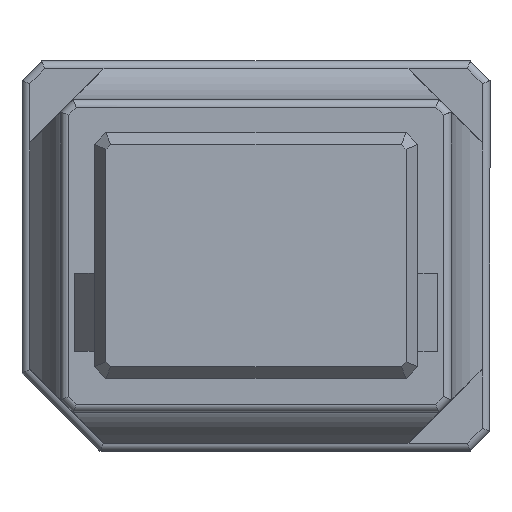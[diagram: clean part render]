
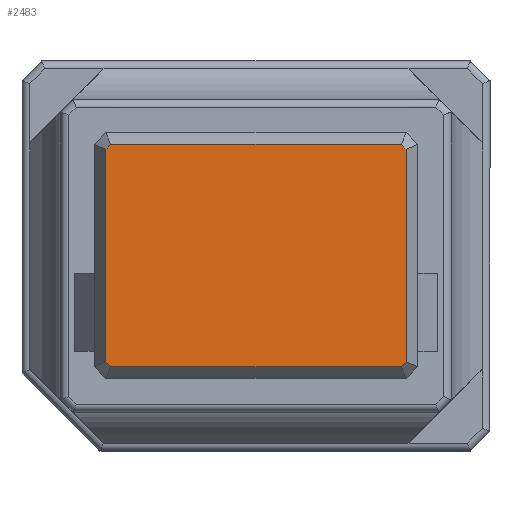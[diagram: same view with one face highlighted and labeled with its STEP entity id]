
A CAD part, top view. The second image highlights one B-rep face of the part: STEP entity #2483.
In plain terms, the highlighted planar face has unit normal (0, 0, 1).
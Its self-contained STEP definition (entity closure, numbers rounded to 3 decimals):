
#652=ORIENTED_EDGE('',*,*,#1118,.T.);
#653=ORIENTED_EDGE('',*,*,#1119,.T.);
#654=ORIENTED_EDGE('',*,*,#1120,.T.);
#655=ORIENTED_EDGE('',*,*,#1121,.T.);
#656=ORIENTED_EDGE('',*,*,#1122,.T.);
#657=ORIENTED_EDGE('',*,*,#1123,.T.);
#658=ORIENTED_EDGE('',*,*,#1124,.T.);
#659=ORIENTED_EDGE('',*,*,#1125,.T.);
#1118=EDGE_CURVE('',#1380,#1381,#1625,.T.);
#1119=EDGE_CURVE('',#1381,#1382,#1626,.T.);
#1120=EDGE_CURVE('',#1382,#1383,#1627,.T.);
#1121=EDGE_CURVE('',#1383,#1384,#1628,.T.);
#1122=EDGE_CURVE('',#1384,#1385,#1629,.T.);
#1123=EDGE_CURVE('',#1385,#1386,#1630,.T.);
#1124=EDGE_CURVE('',#1386,#1387,#1631,.T.);
#1125=EDGE_CURVE('',#1387,#1380,#1632,.T.);
#1380=VERTEX_POINT('',#4042);
#1381=VERTEX_POINT('',#4043);
#1382=VERTEX_POINT('',#4045);
#1383=VERTEX_POINT('',#4047);
#1384=VERTEX_POINT('',#4049);
#1385=VERTEX_POINT('',#4051);
#1386=VERTEX_POINT('',#4053);
#1387=VERTEX_POINT('',#4055);
#1625=LINE('',#4041,#1900);
#1626=LINE('',#4044,#1901);
#1627=LINE('',#4046,#1902);
#1628=LINE('',#4048,#1903);
#1629=LINE('',#4050,#1904);
#1630=LINE('',#4052,#1905);
#1631=LINE('',#4054,#1906);
#1632=LINE('',#4056,#1907);
#1900=VECTOR('',#3285,1000.);
#1901=VECTOR('',#3286,1000.);
#1902=VECTOR('',#3287,1000.);
#1903=VECTOR('',#3288,1000.);
#1904=VECTOR('',#3289,1000.);
#1905=VECTOR('',#3290,1000.);
#1906=VECTOR('',#3291,1000.);
#1907=VECTOR('',#3292,1000.);
#2077=EDGE_LOOP('',(#652,#653,#654,#655,#656,#657,#658,#659));
#2231=FACE_BOUND('',#2077,.T.);
#2344=PLANE('',#2711);
#2483=ADVANCED_FACE('',(#2231),#2344,.F.);
#2711=AXIS2_PLACEMENT_3D('',#4040,#3283,#3284);
#3283=DIRECTION('',(0.,0.,-1.));
#3284=DIRECTION('',(-1.,0.,0.));
#3285=DIRECTION('',(-1.,0.,0.));
#3286=DIRECTION('',(-0.707,-0.707,0.));
#3287=DIRECTION('',(0.,-1.,0.));
#3288=DIRECTION('',(0.707,-0.707,0.));
#3289=DIRECTION('',(1.,0.,0.));
#3290=DIRECTION('',(0.707,0.707,0.));
#3291=DIRECTION('',(0.,1.,0.));
#3292=DIRECTION('',(-0.707,0.707,0.));
#4040=CARTESIAN_POINT('',(0.,0.,14.2));
#4041=CARTESIAN_POINT('',(-3.85,2.85,14.2));
#4042=CARTESIAN_POINT('',(3.726,2.85,14.2));
#4043=CARTESIAN_POINT('',(-3.726,2.85,14.2));
#4044=CARTESIAN_POINT('',(-3.938,2.638,14.2));
#4045=CARTESIAN_POINT('',(-3.85,2.726,14.2));
#4046=CARTESIAN_POINT('',(-3.85,-2.85,14.2));
#4047=CARTESIAN_POINT('',(-3.85,-2.726,14.2));
#4048=CARTESIAN_POINT('',(-3.638,-2.938,14.2));
#4049=CARTESIAN_POINT('',(-3.726,-2.85,14.2));
#4050=CARTESIAN_POINT('',(3.85,-2.85,14.2));
#4051=CARTESIAN_POINT('',(3.726,-2.85,14.2));
#4052=CARTESIAN_POINT('',(3.938,-2.638,14.2));
#4053=CARTESIAN_POINT('',(3.85,-2.726,14.2));
#4054=CARTESIAN_POINT('',(3.85,2.85,14.2));
#4055=CARTESIAN_POINT('',(3.85,2.726,14.2));
#4056=CARTESIAN_POINT('',(3.638,2.938,14.2));
